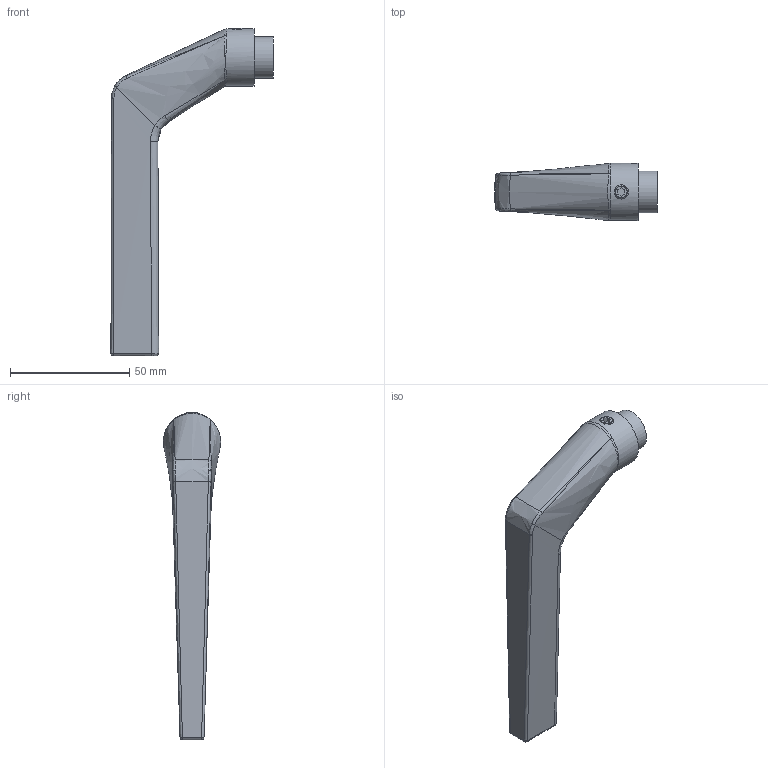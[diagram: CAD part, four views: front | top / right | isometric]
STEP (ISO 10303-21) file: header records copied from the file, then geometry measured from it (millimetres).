
FILE_DESCRIPTION (( 'STEP AP203' ), '1' );
FILE_NAME ('15461.STEP', '2022-05-13T12:06:28', ( '' ), ( '' ), 'SwSTEP 2.0', 'SolidWorks 2018', '' );
FILE_SCHEMA (( 'CONFIG_CONTROL_DESIGN' ));
Length unit declared in the file: millimetre
Products named in the file (3): 15461 Teil1_15461 Teil1; 15461; DIN914_DIN 914 M6x8
Assembly tree (2 placements, depth 2):
  15461
    15461 Teil1_15461 Teil1
    DIN914_DIN 914 M6x8
Bounding box: 68 x 24 x 137.25 mm (x, y, z)
Volume: 49344.2 mm3; surface area: 13190.7 mm2
Topology: 2 solids, 2 shells, 286 faces, 746 edges, 488 vertices
Faces by surface type: plane 157, bspline 118, cylinder 6, sphere 3, cone 2
Full cylindrical faces by diameter (mm): 5 x1, 6 x1, 17.5 x1, 24 x1
Entity records: 14466 total; most frequent: CARTESIAN_POINT 8016, ORIENTED_EDGE 1472, DIRECTION 875, EDGE_CURVE 736, VERTEX_POINT 486, LINE 461, VECTOR 461, EDGE_LOOP 320
